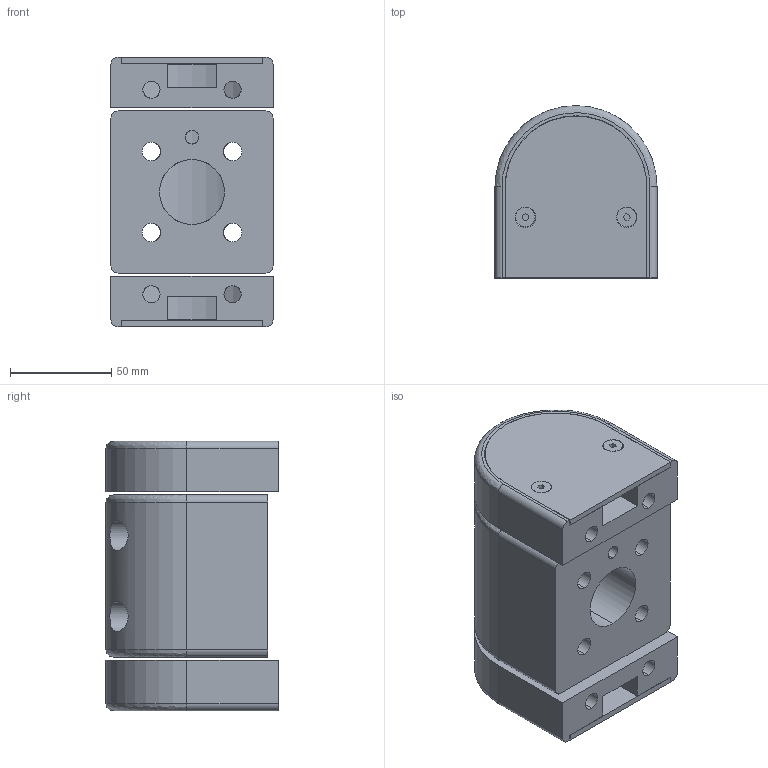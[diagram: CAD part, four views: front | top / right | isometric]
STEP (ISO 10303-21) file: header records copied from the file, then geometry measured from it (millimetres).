
FILE_DESCRIPTION (( 'STEP AP214' ), '1' );
FILE_NAME ('SA5200N.stp', '2012-08-08T19:46:17', ( 'Tony' ), ( '' ), 'SwSTEP 2.0', 'SolidWorks 2012', '' );
FILE_SCHEMA (( 'AUTOMOTIVE_DESIGN' ));
Length unit declared in the file: millimetre
Products named in the file (1): SA5200N
Bounding box: 80 x 85 x 133 mm (x, y, z)
Surface area: 88574.7 mm2 (no closed solid volume)
Topology: 0 solids, 9 shells, 134 faces, 408 edges, 284 vertices
Faces by surface type: plane 63, cylinder 59, cone 8, bspline 4
Entity records: 7295 total; most frequent: CARTESIAN_POINT 2083, DIRECTION 792, ORIENTED_EDGE 680, EDGE_CURVE 408, AXIS2_PLACEMENT_3D 285, VERTEX_POINT 284, LINE 222, VECTOR 222
